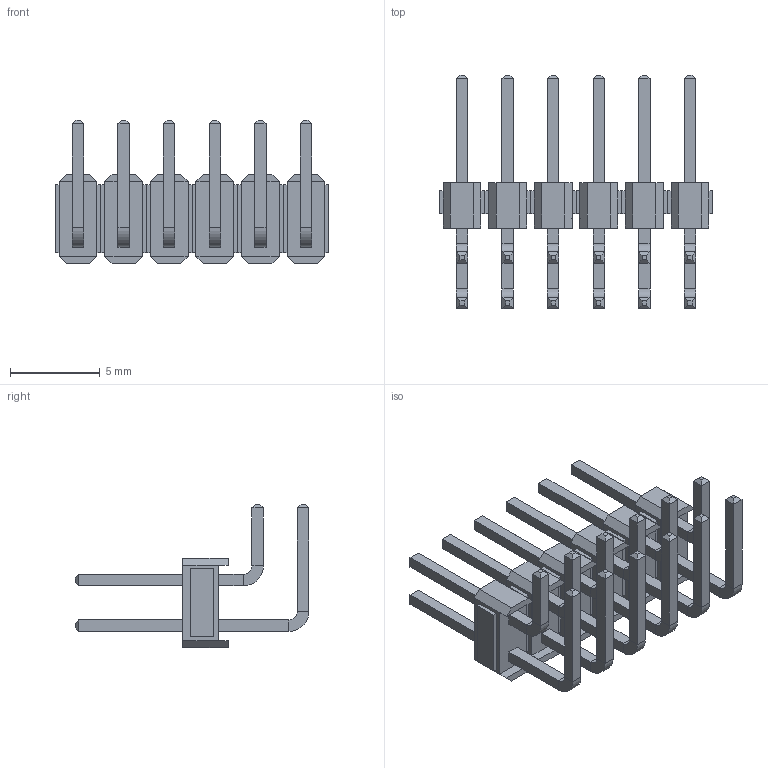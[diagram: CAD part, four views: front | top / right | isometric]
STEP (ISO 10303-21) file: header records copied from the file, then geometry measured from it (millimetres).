
FILE_DESCRIPTION (( 'STEP AP214' ), '1' );
FILE_NAME ('PLDR-12.STEP', '2019-07-02T20:41:11', ( '' ), ( '' ), 'SwSTEP 2.0', 'SolidWorks 2018', '' );
FILE_SCHEMA (( 'AUTOMOTIVE_DESIGN' ));
Length unit declared in the file: millimetre
Products named in the file (1): PLDR-12
Bounding box: 15.24 x 13.04 x 8 mm (x, y, z)
Volume: 210.4 mm3; surface area: 777.5 mm2
Topology: 6 solids, 6 shells, 456 faces, 1008 edges, 600 vertices
Faces by surface type: plane 432, cylinder 24
Entity records: 17147 total; most frequent: CARTESIAN_POINT 2065, ORIENTED_EDGE 2016, DIRECTION 1970, EDGE_CURVE 1008, VECTOR 960, LINE 960, VERTEX_POINT 600, AXIS2_PLACEMENT_3D 505
